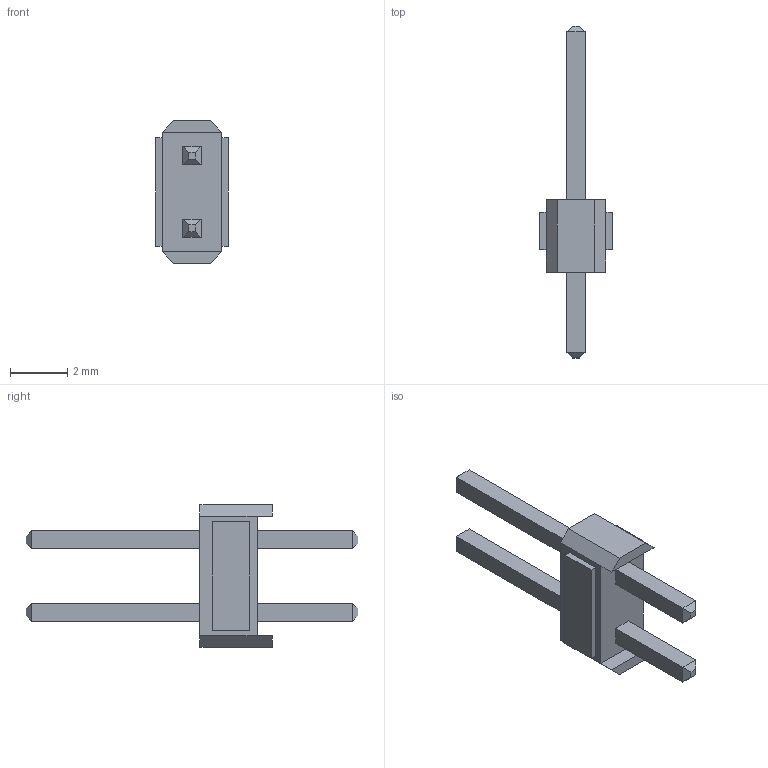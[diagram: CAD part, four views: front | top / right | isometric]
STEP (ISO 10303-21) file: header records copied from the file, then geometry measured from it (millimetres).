
FILE_DESCRIPTION (( 'STEP AP214' ), '1' );
FILE_NAME ('PLD-02.STEP', '2019-06-28T09:00:25', ( '' ), ( '' ), 'SwSTEP 2.0', 'SolidWorks 2018', '' );
FILE_SCHEMA (( 'AUTOMOTIVE_DESIGN' ));
Length unit declared in the file: millimetre
Products named in the file (1): PLD-02
Bounding box: 2.54 x 11.64 x 5 mm (x, y, z)
Volume: 31 mm3; surface area: 104.2 mm2
Topology: 1 solids, 1 shells, 60 faces, 136 edges, 84 vertices
Faces by surface type: plane 60
Entity records: 2314 total; most frequent: CARTESIAN_POINT 281, ORIENTED_EDGE 272, DIRECTION 258, VECTOR 136, EDGE_CURVE 136, LINE 136, VERTEX_POINT 84, EDGE_LOOP 66
